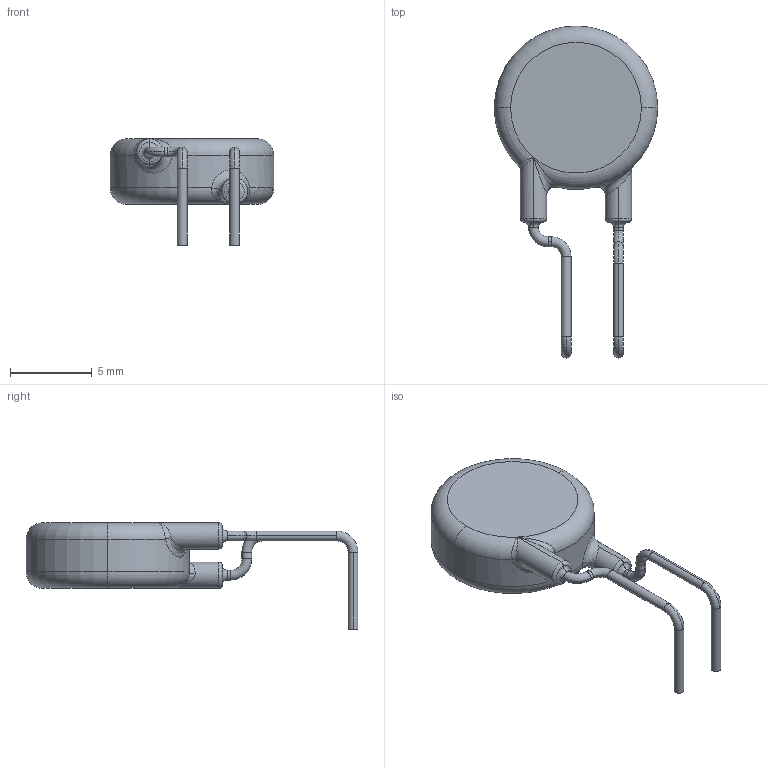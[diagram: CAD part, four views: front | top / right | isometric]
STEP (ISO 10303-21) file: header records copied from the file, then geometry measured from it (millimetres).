
FILE_DESCRIPTION (( 'STEP AP214' ), '1' );
FILE_NAME ('MOV D=10 P=5.2 B=4 1.STEP', '2012-07-27T12:14:24', ( 'Master' ), ( '' ), 'SwSTEP 2.0', 'SolidWorks 2010', '' );
FILE_SCHEMA (( 'AUTOMOTIVE_DESIGN' ));
Length unit declared in the file: millimetre
Products named in the file (1): MOV D=10 P=5.2 B=4 1
Bounding box: 10 x 20.3 x 6.5 mm (x, y, z)
Volume: 321.6 mm3; surface area: 336.3 mm2
Topology: 1 solids, 1 shells, 56 faces, 128 edges, 70 vertices
Faces by surface type: torus 26, cylinder 20, bspline 6, plane 4
Entity records: 2872 total; most frequent: CARTESIAN_POINT 1273, DIRECTION 302, ORIENTED_EDGE 248, AXIS2_PLACEMENT_3D 141, EDGE_CURVE 124, CIRCLE 90, VERTEX_POINT 70, ADVANCED_FACE 56
